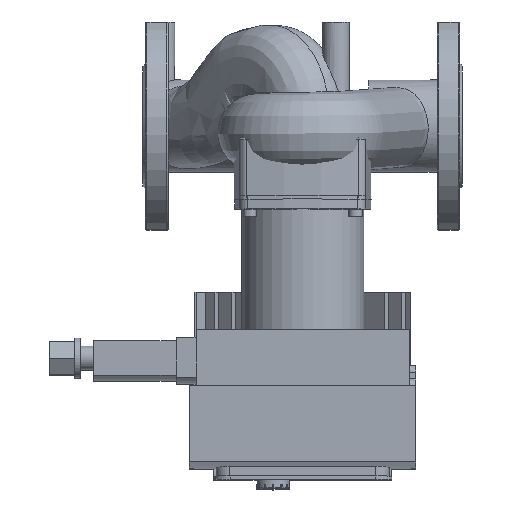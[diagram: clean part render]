
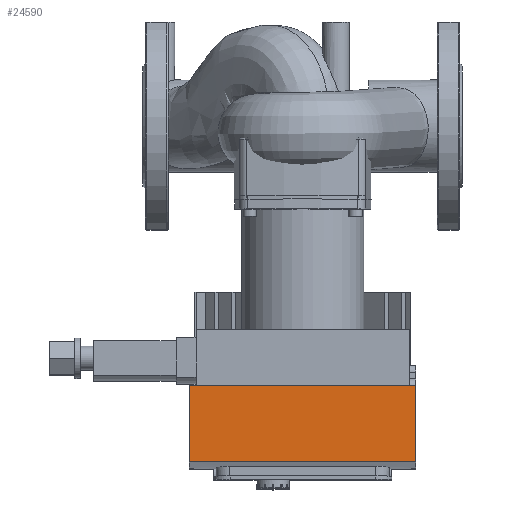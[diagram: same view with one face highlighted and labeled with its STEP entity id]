
A CAD part, top view. The second image highlights one B-rep face of the part: STEP entity #24590.
In plain terms, the highlighted planar face has unit normal (0, 0, 1).
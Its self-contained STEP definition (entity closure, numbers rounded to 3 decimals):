
#2079=LINE('',#62307,#4404);
#2087=LINE('',#62327,#4412);
#2093=LINE('',#62338,#4418);
#2099=LINE('',#62353,#4424);
#4404=VECTOR('',#32926,10.);
#4412=VECTOR('',#32946,10.);
#4418=VECTOR('',#32958,10.);
#4424=VECTOR('',#32980,10.);
#6879=FACE_OUTER_BOUND('',#8377,.T.);
#8377=EDGE_LOOP('',(#20968,#20969,#20970,#20971));
#11388=VERTEX_POINT('',#62304);
#11389=VERTEX_POINT('',#62306);
#11395=VERTEX_POINT('',#62326);
#11397=VERTEX_POINT('',#62336);
#14667=EDGE_CURVE('',#11389,#11388,#2079,.T.);
#14677=EDGE_CURVE('',#11389,#11395,#2087,.T.);
#14684=EDGE_CURVE('',#11397,#11388,#2093,.T.);
#14691=EDGE_CURVE('',#11397,#11395,#2099,.T.);
#20968=ORIENTED_EDGE('',*,*,#14691,.T.);
#20969=ORIENTED_EDGE('',*,*,#14677,.F.);
#20970=ORIENTED_EDGE('',*,*,#14667,.T.);
#20971=ORIENTED_EDGE('',*,*,#14684,.F.);
#23228=PLANE('',#26964);
#24590=ADVANCED_FACE('',(#6879),#23228,.T.);
#26964=AXIS2_PLACEMENT_3D('',#62352,#32978,#32979);
#32926=DIRECTION('',(0.,-1.,0.));
#32946=DIRECTION('',(1.,0.,0.));
#32958=DIRECTION('',(-1.,0.,0.));
#32978=DIRECTION('center_axis',(0.,0.,1.));
#32979=DIRECTION('ref_axis',(1.,0.,0.));
#32980=DIRECTION('',(0.,1.,0.));
#62304=CARTESIAN_POINT('',(35.,-252.5,190.));
#62306=CARTESIAN_POINT('',(35.,-195.,190.));
#62307=CARTESIAN_POINT('',(35.,-252.5,190.));
#62326=CARTESIAN_POINT('',(205.,-195.,190.));
#62327=CARTESIAN_POINT('',(120.,-195.,190.));
#62336=CARTESIAN_POINT('',(205.,-252.5,190.));
#62338=CARTESIAN_POINT('',(120.,-252.5,190.));
#62352=CARTESIAN_POINT('Origin',(120.,-252.5,190.));
#62353=CARTESIAN_POINT('',(205.,-195.,190.));
